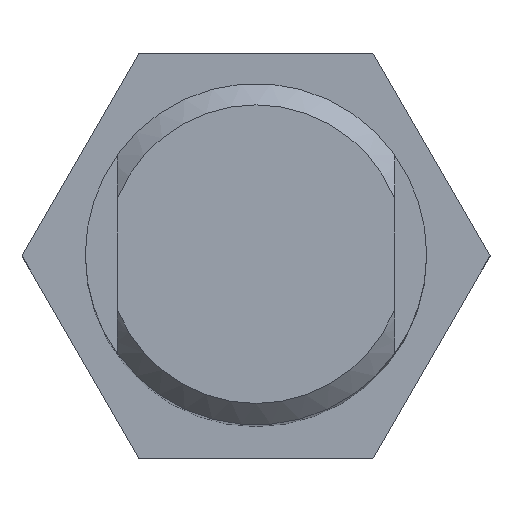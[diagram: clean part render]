
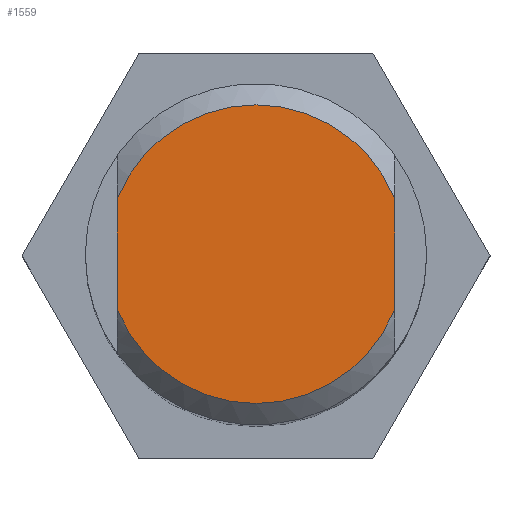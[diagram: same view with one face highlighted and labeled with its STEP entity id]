
A CAD part, top view. The second image highlights one B-rep face of the part: STEP entity #1559.
In plain terms, the highlighted planar face has unit normal (0, 0, 1).
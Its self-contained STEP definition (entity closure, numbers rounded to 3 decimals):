
#856 = PLANE('',#857);
#857 = AXIS2_PLACEMENT_3D('',#858,#859,#860);
#858 = CARTESIAN_POINT('',(6.5,7.5,51.));
#859 = DIRECTION('',(-1.,0.,0.));
#860 = DIRECTION('',(0.,-1.,0.));
#992 = CONICAL_SURFACE('',#993,8.,0.785);
#993 = AXIS2_PLACEMENT_3D('',#994,#995,#996);
#994 = CARTESIAN_POINT('',(0.,0.,50.));
#995 = DIRECTION('',(-0.,-0.,-1.));
#996 = DIRECTION('',(0.813,0.583,0.));
#1020 = PLANE('',#1021);
#1021 = AXIS2_PLACEMENT_3D('',#1022,#1023,#1024);
#1022 = CARTESIAN_POINT('',(-6.5,-7.5,51.));
#1023 = DIRECTION('',(1.,0.,0.));
#1024 = DIRECTION('',(0.,1.,0.));
#1103 = CONICAL_SURFACE('',#1104,8.,0.785);
#1104 = AXIS2_PLACEMENT_3D('',#1105,#1106,#1107);
#1105 = CARTESIAN_POINT('',(0.,0.,50.));
#1106 = DIRECTION('',(-0.,-0.,-1.));
#1107 = DIRECTION('',(-0.813,-0.583,0.));
#1234 = EDGE_CURVE('',#1235,#1237,#1239,.T.);
#1235 = VERTEX_POINT('',#1236);
#1236 = CARTESIAN_POINT('',(6.5,2.598,51.));
#1237 = VERTEX_POINT('',#1238);
#1238 = CARTESIAN_POINT('',(6.5,-2.598,51.));
#1239 = SURFACE_CURVE('',#1240,(#1244,#1251),.PCURVE_S1.);
#1240 = LINE('',#1241,#1242);
#1241 = CARTESIAN_POINT('',(6.5,7.5,51.));
#1242 = VECTOR('',#1243,1.);
#1243 = DIRECTION('',(0.,-1.,0.));
#1244 = PCURVE('',#856,#1245);
#1245 = DEFINITIONAL_REPRESENTATION('',(#1246),#1250);
#1246 = LINE('',#1247,#1248);
#1247 = CARTESIAN_POINT('',(0.,0.));
#1248 = VECTOR('',#1249,1.);
#1249 = DIRECTION('',(1.,0.));
#1250 = ( GEOMETRIC_REPRESENTATION_CONTEXT(2) 
PARAMETRIC_REPRESENTATION_CONTEXT() REPRESENTATION_CONTEXT('2D SPACE',''
  ) );
#1251 = PCURVE('',#1252,#1257);
#1252 = PLANE('',#1253);
#1253 = AXIS2_PLACEMENT_3D('',#1254,#1255,#1256);
#1254 = CARTESIAN_POINT('',(0.,0.,51.)
  );
#1255 = DIRECTION('',(0.,0.,1.));
#1256 = DIRECTION('',(1.,0.,0.));
#1257 = DEFINITIONAL_REPRESENTATION('',(#1258),#1262);
#1258 = LINE('',#1259,#1260);
#1259 = CARTESIAN_POINT('',(6.5,7.5));
#1260 = VECTOR('',#1261,1.);
#1261 = DIRECTION('',(0.,-1.));
#1262 = ( GEOMETRIC_REPRESENTATION_CONTEXT(2) 
PARAMETRIC_REPRESENTATION_CONTEXT() REPRESENTATION_CONTEXT('2D SPACE',''
  ) );
#1341 = VERTEX_POINT('',#1342);
#1342 = CARTESIAN_POINT('',(-6.5,-2.598,51.));
#1369 = EDGE_CURVE('',#1341,#1237,#1370,.T.);
#1370 = SURFACE_CURVE('',#1371,(#1376,#1383),.PCURVE_S1.);
#1371 = CIRCLE('',#1372,7.);
#1372 = AXIS2_PLACEMENT_3D('',#1373,#1374,#1375);
#1373 = CARTESIAN_POINT('',(0.,0.,51.));
#1374 = DIRECTION('',(0.,0.,1.));
#1375 = DIRECTION('',(-0.813,-0.583,0.));
#1376 = PCURVE('',#1103,#1377);
#1377 = DEFINITIONAL_REPRESENTATION('',(#1378),#1382);
#1378 = LINE('',#1379,#1380);
#1379 = CARTESIAN_POINT('',(-0.,-1.));
#1380 = VECTOR('',#1381,1.);
#1381 = DIRECTION('',(-1.,-0.));
#1382 = ( GEOMETRIC_REPRESENTATION_CONTEXT(2) 
PARAMETRIC_REPRESENTATION_CONTEXT() REPRESENTATION_CONTEXT('2D SPACE',''
  ) );
#1383 = PCURVE('',#1252,#1384);
#1384 = DEFINITIONAL_REPRESENTATION('',(#1385),#1389);
#1385 = CIRCLE('',#1386,7.);
#1386 = AXIS2_PLACEMENT_2D('',#1387,#1388);
#1387 = CARTESIAN_POINT('',(0.,0.));
#1388 = DIRECTION('',(-0.813,-0.583));
#1389 = ( GEOMETRIC_REPRESENTATION_CONTEXT(2) 
PARAMETRIC_REPRESENTATION_CONTEXT() REPRESENTATION_CONTEXT('2D SPACE',''
  ) );
#1400 = EDGE_CURVE('',#1341,#1401,#1403,.T.);
#1401 = VERTEX_POINT('',#1402);
#1402 = CARTESIAN_POINT('',(-6.5,2.598,51.));
#1403 = SURFACE_CURVE('',#1404,(#1408,#1415),.PCURVE_S1.);
#1404 = LINE('',#1405,#1406);
#1405 = CARTESIAN_POINT('',(-6.5,-7.5,51.));
#1406 = VECTOR('',#1407,1.);
#1407 = DIRECTION('',(0.,1.,0.));
#1408 = PCURVE('',#1020,#1409);
#1409 = DEFINITIONAL_REPRESENTATION('',(#1410),#1414);
#1410 = LINE('',#1411,#1412);
#1411 = CARTESIAN_POINT('',(0.,0.));
#1412 = VECTOR('',#1413,1.);
#1413 = DIRECTION('',(1.,0.));
#1414 = ( GEOMETRIC_REPRESENTATION_CONTEXT(2) 
PARAMETRIC_REPRESENTATION_CONTEXT() REPRESENTATION_CONTEXT('2D SPACE',''
  ) );
#1415 = PCURVE('',#1252,#1416);
#1416 = DEFINITIONAL_REPRESENTATION('',(#1417),#1421);
#1417 = LINE('',#1418,#1419);
#1418 = CARTESIAN_POINT('',(-6.5,-7.5));
#1419 = VECTOR('',#1420,1.);
#1420 = DIRECTION('',(0.,1.));
#1421 = ( GEOMETRIC_REPRESENTATION_CONTEXT(2) 
PARAMETRIC_REPRESENTATION_CONTEXT() REPRESENTATION_CONTEXT('2D SPACE',''
  ) );
#1483 = EDGE_CURVE('',#1235,#1401,#1484,.T.);
#1484 = SURFACE_CURVE('',#1485,(#1490,#1497),.PCURVE_S1.);
#1485 = CIRCLE('',#1486,7.);
#1486 = AXIS2_PLACEMENT_3D('',#1487,#1488,#1489);
#1487 = CARTESIAN_POINT('',(0.,0.,51.));
#1488 = DIRECTION('',(0.,-0.,1.));
#1489 = DIRECTION('',(0.813,0.583,0.));
#1490 = PCURVE('',#992,#1491);
#1491 = DEFINITIONAL_REPRESENTATION('',(#1492),#1496);
#1492 = LINE('',#1493,#1494);
#1493 = CARTESIAN_POINT('',(-0.,-1.));
#1494 = VECTOR('',#1495,1.);
#1495 = DIRECTION('',(-1.,-0.));
#1496 = ( GEOMETRIC_REPRESENTATION_CONTEXT(2) 
PARAMETRIC_REPRESENTATION_CONTEXT() REPRESENTATION_CONTEXT('2D SPACE',''
  ) );
#1497 = PCURVE('',#1252,#1498);
#1498 = DEFINITIONAL_REPRESENTATION('',(#1499),#1503);
#1499 = CIRCLE('',#1500,7.);
#1500 = AXIS2_PLACEMENT_2D('',#1501,#1502);
#1501 = CARTESIAN_POINT('',(0.,0.));
#1502 = DIRECTION('',(0.813,0.583));
#1503 = ( GEOMETRIC_REPRESENTATION_CONTEXT(2) 
PARAMETRIC_REPRESENTATION_CONTEXT() REPRESENTATION_CONTEXT('2D SPACE',''
  ) );
#1559 = ADVANCED_FACE('',(#1560),#1252,.T.);
#1560 = FACE_BOUND('',#1561,.T.);
#1561 = EDGE_LOOP('',(#1562,#1563,#1564,#1565));
#1562 = ORIENTED_EDGE('',*,*,#1234,.F.);
#1563 = ORIENTED_EDGE('',*,*,#1483,.T.);
#1564 = ORIENTED_EDGE('',*,*,#1400,.F.);
#1565 = ORIENTED_EDGE('',*,*,#1369,.T.);
